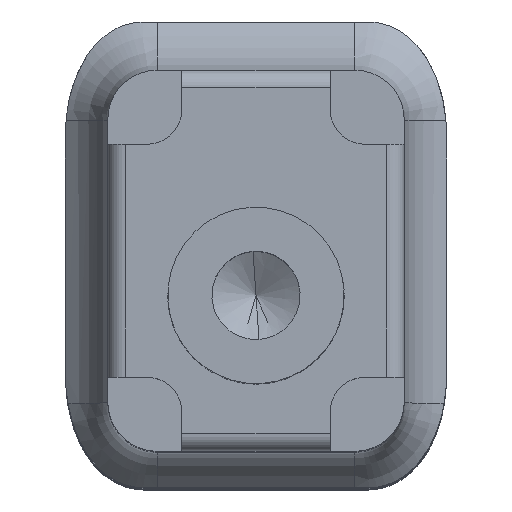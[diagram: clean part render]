
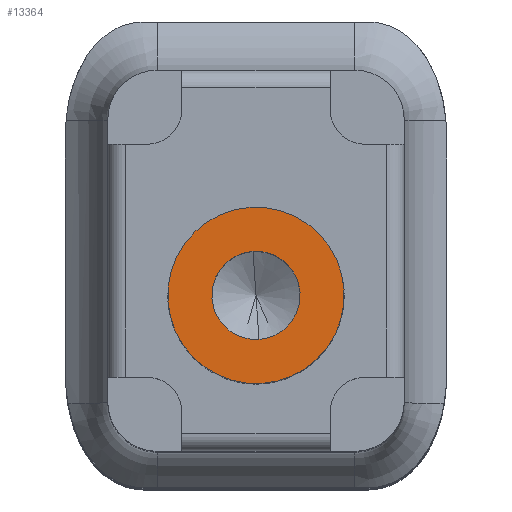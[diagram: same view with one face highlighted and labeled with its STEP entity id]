
A CAD part, top view. The second image highlights one B-rep face of the part: STEP entity #13364.
In plain terms, the highlighted face is planar.
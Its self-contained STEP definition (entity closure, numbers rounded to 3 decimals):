
#350 = DIRECTION ( 'NONE',  ( -1., 0., 0. ) ) ;
#513 = EDGE_CURVE ( 'NONE', #10197, #8875, #10896, .T. ) ;
#1041 = PLANE ( 'NONE',  #16830 ) ;
#1318 = DIRECTION ( 'NONE',  ( 1., 0., 0. ) ) ;
#1843 = AXIS2_PLACEMENT_3D ( 'NONE', #12056, #9281, #14750 ) ;
#2313 = CIRCLE ( 'NONE', #7177, 1.25 ) ;
#2388 = FACE_BOUND ( 'NONE', #12987, .T. ) ;
#3595 = EDGE_CURVE ( 'NONE', #14286, #16905, #2313, .T. ) ;
#4498 = DIRECTION ( 'NONE',  ( 1., 0., 0. ) ) ;
#4634 = CARTESIAN_POINT ( 'NONE',  ( 0., 0., 0. ) ) ;
#5264 = ORIENTED_EDGE ( 'NONE', *, *, #3595, .F. ) ;
#5640 = CARTESIAN_POINT ( 'NONE',  ( 0., 0., 0. ) ) ;
#6400 = AXIS2_PLACEMENT_3D ( 'NONE', #4634, #10094, #10352 ) ;
#7089 = CARTESIAN_POINT ( 'NONE',  ( 0., 0., 0. ) ) ;
#7177 = AXIS2_PLACEMENT_3D ( 'NONE', #5640, #16676, #350 ) ;
#7232 = EDGE_CURVE ( 'NONE', #8875, #10197, #8981, .T. ) ;
#7255 = ORIENTED_EDGE ( 'NONE', *, *, #513, .F. ) ;
#7266 = CIRCLE ( 'NONE', #1843, 1.25 ) ;
#7472 = EDGE_CURVE ( 'NONE', #16905, #14286, #7266, .T. ) ;
#8875 = VERTEX_POINT ( 'NONE', #16181 ) ;
#8981 = CIRCLE ( 'NONE', #6400, 2.5 ) ;
#9281 = DIRECTION ( 'NONE',  ( 0., 0., -1. ) ) ;
#10094 = DIRECTION ( 'NONE',  ( 0., 0., 1. ) ) ;
#10197 = VERTEX_POINT ( 'NONE', #14589 ) ;
#10352 = DIRECTION ( 'NONE',  ( 1., 0., 0. ) ) ;
#10396 = ORIENTED_EDGE ( 'NONE', *, *, #7232, .F. ) ;
#10632 = CARTESIAN_POINT ( 'NONE',  ( 0., 0., 0. ) ) ;
#10896 = CIRCLE ( 'NONE', #11466, 2.5 ) ;
#11466 = AXIS2_PLACEMENT_3D ( 'NONE', #7089, #16792, #4498 ) ;
#12056 = CARTESIAN_POINT ( 'NONE',  ( 0., 0., 0. ) ) ;
#12082 = CARTESIAN_POINT ( 'NONE',  ( -1.25, 0., 0. ) ) ;
#12987 = EDGE_LOOP ( 'NONE', ( #15134, #5264 ) ) ;
#13314 = FACE_OUTER_BOUND ( 'NONE', #15077, .T. ) ;
#13364 = ADVANCED_FACE ( 'NONE', ( #2388, #13314 ), #1041, .F. ) ;
#14286 = VERTEX_POINT ( 'NONE', #14297 ) ;
#14297 = CARTESIAN_POINT ( 'NONE',  ( 1.25, 0., 0. ) ) ;
#14589 = CARTESIAN_POINT ( 'NONE',  ( -2.5, 0., 0. ) ) ;
#14750 = DIRECTION ( 'NONE',  ( -1., 0., 0. ) ) ;
#15077 = EDGE_LOOP ( 'NONE', ( #7255, #10396 ) ) ;
#15134 = ORIENTED_EDGE ( 'NONE', *, *, #7472, .F. ) ;
#16117 = DIRECTION ( 'NONE',  ( 0., 0., 1. ) ) ;
#16181 = CARTESIAN_POINT ( 'NONE',  ( 2.5, 0., 0. ) ) ;
#16676 = DIRECTION ( 'NONE',  ( 0., 0., -1. ) ) ;
#16792 = DIRECTION ( 'NONE',  ( 0., 0., 1. ) ) ;
#16830 = AXIS2_PLACEMENT_3D ( 'NONE', #10632, #16117, #1318 ) ;
#16905 = VERTEX_POINT ( 'NONE', #12082 ) ;
